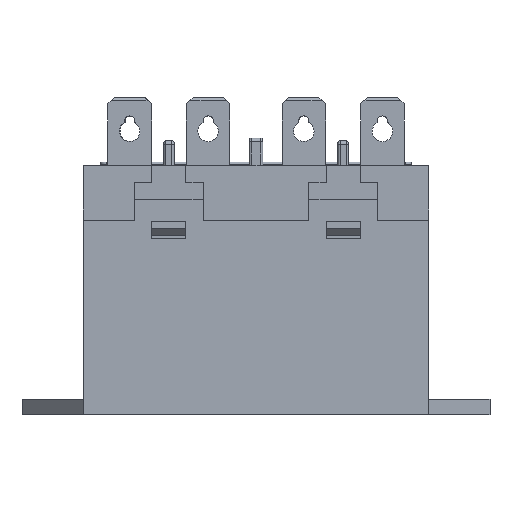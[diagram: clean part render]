
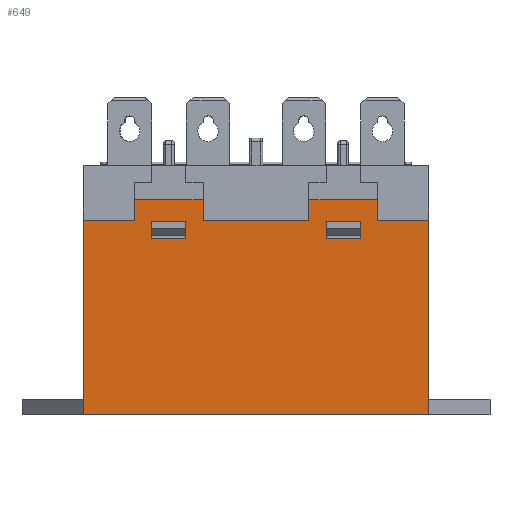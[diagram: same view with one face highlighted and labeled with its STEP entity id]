
A CAD part, front view. The second image highlights one B-rep face of the part: STEP entity #649.
In plain terms, the highlighted free-form (B-spline) face has degree [1, 1] with [2, 2] control points.
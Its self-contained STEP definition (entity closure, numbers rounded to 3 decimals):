
#181 = VERTEX_POINT('',#182);
#182 = CARTESIAN_POINT('',(15.311,-14.88,
    24.584));
#187 = EDGE_CURVE('',#181,#188,#190,.T.);
#188 = VERTEX_POINT('',#189);
#189 = CARTESIAN_POINT('',(21.781,-14.88,
    24.584));
#190 = B_SPLINE_CURVE_WITH_KNOTS('',1,(#191,#192),.UNSPECIFIED.,.F.,.F.,
  (2,2),(43.,50.5),.PIECEWISE_BEZIER_KNOTS.);
#191 = CARTESIAN_POINT('',(15.311,-14.88,
    24.584));
#192 = CARTESIAN_POINT('',(21.781,-14.88,
    24.584));
#632 = VERTEX_POINT('',#633);
#633 = CARTESIAN_POINT('',(21.781,-14.88,
    1.984));
#638 = EDGE_CURVE('',#632,#188,#639,.T.);
#639 = B_SPLINE_CURVE_WITH_KNOTS('',1,(#640,#641),.UNSPECIFIED.,.F.,.F.,
  (2,2),(2.3,28.5),.PIECEWISE_BEZIER_KNOTS.);
#640 = CARTESIAN_POINT('',(21.781,-14.88,
    1.984));
#641 = CARTESIAN_POINT('',(21.781,-14.88,
    24.584));
#649 = ADVANCED_FACE('',(#650,#736,#766),#796,.T.);
#650 = FACE_BOUND('',#651,.T.);
#651 = EDGE_LOOP('',(#652,#661,#666,#667,#668,#675,#682,#689,#696,#703,
    #710,#717,#724,#731));
#652 = ORIENTED_EDGE('',*,*,#653,.T.);
#653 = EDGE_CURVE('',#654,#656,#658,.T.);
#654 = VERTEX_POINT('',#655);
#655 = CARTESIAN_POINT('',(-21.781,-14.88,0.));
#656 = VERTEX_POINT('',#657);
#657 = CARTESIAN_POINT('',(21.781,-14.88,0.));
#658 = B_SPLINE_CURVE_WITH_KNOTS('',1,(#659,#660),.UNSPECIFIED.,.F.,.F.,
  (2,2),(0.,50.5),.PIECEWISE_BEZIER_KNOTS.);
#659 = CARTESIAN_POINT('',(-21.781,-14.88,0.));
#660 = CARTESIAN_POINT('',(21.781,-14.88,0.));
#661 = ORIENTED_EDGE('',*,*,#662,.T.);
#662 = EDGE_CURVE('',#656,#632,#663,.T.);
#663 = B_SPLINE_CURVE_WITH_KNOTS('',1,(#664,#665),.UNSPECIFIED.,.F.,.F.,
  (2,2),(0.,2.3),.PIECEWISE_BEZIER_KNOTS.);
#664 = CARTESIAN_POINT('',(21.781,-14.88,0.));
#665 = CARTESIAN_POINT('',(21.781,-14.88,
    1.984));
#666 = ORIENTED_EDGE('',*,*,#638,.T.);
#667 = ORIENTED_EDGE('',*,*,#187,.F.);
#668 = ORIENTED_EDGE('',*,*,#669,.T.);
#669 = EDGE_CURVE('',#181,#670,#672,.T.);
#670 = VERTEX_POINT('',#671);
#671 = CARTESIAN_POINT('',(15.311,-14.88,
    27.172));
#672 = B_SPLINE_CURVE_WITH_KNOTS('',1,(#673,#674),.UNSPECIFIED.,.F.,.F.,
  (2,2),(0.,3.),.PIECEWISE_BEZIER_KNOTS.);
#673 = CARTESIAN_POINT('',(15.311,-14.88,
    24.584));
#674 = CARTESIAN_POINT('',(15.311,-14.88,
    27.172));
#675 = ORIENTED_EDGE('',*,*,#676,.F.);
#676 = EDGE_CURVE('',#677,#670,#679,.T.);
#677 = VERTEX_POINT('',#678);
#678 = CARTESIAN_POINT('',(6.685,-14.88,
    27.172));
#679 = B_SPLINE_CURVE_WITH_KNOTS('',1,(#680,#681),.UNSPECIFIED.,.F.,.F.,
  (2,2),(0.,10.),.PIECEWISE_BEZIER_KNOTS.);
#680 = CARTESIAN_POINT('',(6.685,-14.88,
    27.172));
#681 = CARTESIAN_POINT('',(15.311,-14.88,
    27.172));
#682 = ORIENTED_EDGE('',*,*,#683,.F.);
#683 = EDGE_CURVE('',#684,#677,#686,.T.);
#684 = VERTEX_POINT('',#685);
#685 = CARTESIAN_POINT('',(6.685,-14.88,
    24.584));
#686 = B_SPLINE_CURVE_WITH_KNOTS('',1,(#687,#688),.UNSPECIFIED.,.F.,.F.,
  (2,2),(0.,3.),.PIECEWISE_BEZIER_KNOTS.);
#687 = CARTESIAN_POINT('',(6.685,-14.88,
    24.584));
#688 = CARTESIAN_POINT('',(6.685,-14.88,
    27.172));
#689 = ORIENTED_EDGE('',*,*,#690,.F.);
#690 = EDGE_CURVE('',#691,#684,#693,.T.);
#691 = VERTEX_POINT('',#692);
#692 = CARTESIAN_POINT('',(-6.685,-14.88,
    24.584));
#693 = B_SPLINE_CURVE_WITH_KNOTS('',1,(#694,#695),.UNSPECIFIED.,.F.,.F.,
  (2,2),(17.5,33.),.PIECEWISE_BEZIER_KNOTS.);
#694 = CARTESIAN_POINT('',(-6.685,-14.88,
    24.584));
#695 = CARTESIAN_POINT('',(6.685,-14.88,
    24.584));
#696 = ORIENTED_EDGE('',*,*,#697,.T.);
#697 = EDGE_CURVE('',#691,#698,#700,.T.);
#698 = VERTEX_POINT('',#699);
#699 = CARTESIAN_POINT('',(-6.685,-14.88,
    27.172));
#700 = B_SPLINE_CURVE_WITH_KNOTS('',1,(#701,#702),.UNSPECIFIED.,.F.,.F.,
  (2,2),(0.,3.),.PIECEWISE_BEZIER_KNOTS.);
#701 = CARTESIAN_POINT('',(-6.685,-14.88,
    24.584));
#702 = CARTESIAN_POINT('',(-6.685,-14.88,
    27.172));
#703 = ORIENTED_EDGE('',*,*,#704,.F.);
#704 = EDGE_CURVE('',#705,#698,#707,.T.);
#705 = VERTEX_POINT('',#706);
#706 = CARTESIAN_POINT('',(-15.311,-14.88,
    27.172));
#707 = B_SPLINE_CURVE_WITH_KNOTS('',1,(#708,#709),.UNSPECIFIED.,.F.,.F.,
  (2,2),(0.,10.),.PIECEWISE_BEZIER_KNOTS.);
#708 = CARTESIAN_POINT('',(-15.311,-14.88,
    27.172));
#709 = CARTESIAN_POINT('',(-6.685,-14.88,
    27.172));
#710 = ORIENTED_EDGE('',*,*,#711,.F.);
#711 = EDGE_CURVE('',#712,#705,#714,.T.);
#712 = VERTEX_POINT('',#713);
#713 = CARTESIAN_POINT('',(-15.311,-14.88,
    24.584));
#714 = B_SPLINE_CURVE_WITH_KNOTS('',1,(#715,#716),.UNSPECIFIED.,.F.,.F.,
  (2,2),(0.,3.),.PIECEWISE_BEZIER_KNOTS.);
#715 = CARTESIAN_POINT('',(-15.311,-14.88,
    24.584));
#716 = CARTESIAN_POINT('',(-15.311,-14.88,
    27.172));
#717 = ORIENTED_EDGE('',*,*,#718,.F.);
#718 = EDGE_CURVE('',#719,#712,#721,.T.);
#719 = VERTEX_POINT('',#720);
#720 = CARTESIAN_POINT('',(-21.781,-14.88,
    24.584));
#721 = B_SPLINE_CURVE_WITH_KNOTS('',1,(#722,#723),.UNSPECIFIED.,.F.,.F.,
  (2,2),(0.,7.5),.PIECEWISE_BEZIER_KNOTS.);
#722 = CARTESIAN_POINT('',(-21.781,-14.88,
    24.584));
#723 = CARTESIAN_POINT('',(-15.311,-14.88,
    24.584));
#724 = ORIENTED_EDGE('',*,*,#725,.F.);
#725 = EDGE_CURVE('',#726,#719,#728,.T.);
#726 = VERTEX_POINT('',#727);
#727 = CARTESIAN_POINT('',(-21.781,-14.88,
    1.984));
#728 = B_SPLINE_CURVE_WITH_KNOTS('',1,(#729,#730),.UNSPECIFIED.,.F.,.F.,
  (2,2),(2.3,28.5),.PIECEWISE_BEZIER_KNOTS.);
#729 = CARTESIAN_POINT('',(-21.781,-14.88,
    1.984));
#730 = CARTESIAN_POINT('',(-21.781,-14.88,
    24.584));
#731 = ORIENTED_EDGE('',*,*,#732,.F.);
#732 = EDGE_CURVE('',#654,#726,#733,.T.);
#733 = B_SPLINE_CURVE_WITH_KNOTS('',1,(#734,#735),.UNSPECIFIED.,.F.,.F.,
  (2,2),(0.,2.3),.PIECEWISE_BEZIER_KNOTS.);
#734 = CARTESIAN_POINT('',(-21.781,-14.88,0.));
#735 = CARTESIAN_POINT('',(-21.781,-14.88,
    1.984));
#736 = FACE_BOUND('',#737,.T.);
#737 = EDGE_LOOP('',(#738,#747,#754,#761));
#738 = ORIENTED_EDGE('',*,*,#739,.F.);
#739 = EDGE_CURVE('',#740,#742,#744,.T.);
#740 = VERTEX_POINT('',#741);
#741 = CARTESIAN_POINT('',(-13.155,-14.88,
    24.368));
#742 = VERTEX_POINT('',#743);
#743 = CARTESIAN_POINT('',(-13.155,-14.88,
    22.212));
#744 = B_SPLINE_CURVE_WITH_KNOTS('',1,(#745,#746),.UNSPECIFIED.,.F.,.F.,
  (2,2),(0.,2.5),.PIECEWISE_BEZIER_KNOTS.);
#745 = CARTESIAN_POINT('',(-13.155,-14.88,
    24.368));
#746 = CARTESIAN_POINT('',(-13.155,-14.88,
    22.212));
#747 = ORIENTED_EDGE('',*,*,#748,.F.);
#748 = EDGE_CURVE('',#749,#740,#751,.T.);
#749 = VERTEX_POINT('',#750);
#750 = CARTESIAN_POINT('',(-8.842,-14.88,
    24.368));
#751 = B_SPLINE_CURVE_WITH_KNOTS('',1,(#752,#753),.UNSPECIFIED.,.F.,.F.,
  (2,2),(0.,5.),.PIECEWISE_BEZIER_KNOTS.);
#752 = CARTESIAN_POINT('',(-8.842,-14.88,
    24.368));
#753 = CARTESIAN_POINT('',(-13.155,-14.88,
    24.368));
#754 = ORIENTED_EDGE('',*,*,#755,.F.);
#755 = EDGE_CURVE('',#756,#749,#758,.T.);
#756 = VERTEX_POINT('',#757);
#757 = CARTESIAN_POINT('',(-8.842,-14.88,
    22.212));
#758 = B_SPLINE_CURVE_WITH_KNOTS('',1,(#759,#760),.UNSPECIFIED.,.F.,.F.,
  (2,2),(0.,2.5),.PIECEWISE_BEZIER_KNOTS.);
#759 = CARTESIAN_POINT('',(-8.842,-14.88,
    22.212));
#760 = CARTESIAN_POINT('',(-8.842,-14.88,
    24.368));
#761 = ORIENTED_EDGE('',*,*,#762,.F.);
#762 = EDGE_CURVE('',#742,#756,#763,.T.);
#763 = B_SPLINE_CURVE_WITH_KNOTS('',1,(#764,#765),.UNSPECIFIED.,.F.,.F.,
  (2,2),(0.,5.),.PIECEWISE_BEZIER_KNOTS.);
#764 = CARTESIAN_POINT('',(-13.155,-14.88,
    22.212));
#765 = CARTESIAN_POINT('',(-8.842,-14.88,
    22.212));
#766 = FACE_BOUND('',#767,.T.);
#767 = EDGE_LOOP('',(#768,#777,#784,#791));
#768 = ORIENTED_EDGE('',*,*,#769,.F.);
#769 = EDGE_CURVE('',#770,#772,#774,.T.);
#770 = VERTEX_POINT('',#771);
#771 = CARTESIAN_POINT('',(8.842,-14.88,
    24.368));
#772 = VERTEX_POINT('',#773);
#773 = CARTESIAN_POINT('',(8.842,-14.88,
    22.212));
#774 = B_SPLINE_CURVE_WITH_KNOTS('',1,(#775,#776),.UNSPECIFIED.,.F.,.F.,
  (2,2),(0.,2.5),.PIECEWISE_BEZIER_KNOTS.);
#775 = CARTESIAN_POINT('',(8.842,-14.88,
    24.368));
#776 = CARTESIAN_POINT('',(8.842,-14.88,
    22.212));
#777 = ORIENTED_EDGE('',*,*,#778,.F.);
#778 = EDGE_CURVE('',#779,#770,#781,.T.);
#779 = VERTEX_POINT('',#780);
#780 = CARTESIAN_POINT('',(13.155,-14.88,
    24.368));
#781 = B_SPLINE_CURVE_WITH_KNOTS('',1,(#782,#783),.UNSPECIFIED.,.F.,.F.,
  (2,2),(0.,5.),.PIECEWISE_BEZIER_KNOTS.);
#782 = CARTESIAN_POINT('',(13.155,-14.88,
    24.368));
#783 = CARTESIAN_POINT('',(8.842,-14.88,
    24.368));
#784 = ORIENTED_EDGE('',*,*,#785,.F.);
#785 = EDGE_CURVE('',#786,#779,#788,.T.);
#786 = VERTEX_POINT('',#787);
#787 = CARTESIAN_POINT('',(13.155,-14.88,
    22.212));
#788 = B_SPLINE_CURVE_WITH_KNOTS('',1,(#789,#790),.UNSPECIFIED.,.F.,.F.,
  (2,2),(0.,2.5),.PIECEWISE_BEZIER_KNOTS.);
#789 = CARTESIAN_POINT('',(13.155,-14.88,
    22.212));
#790 = CARTESIAN_POINT('',(13.155,-14.88,
    24.368));
#791 = ORIENTED_EDGE('',*,*,#792,.F.);
#792 = EDGE_CURVE('',#772,#786,#793,.T.);
#793 = B_SPLINE_CURVE_WITH_KNOTS('',1,(#794,#795),.UNSPECIFIED.,.F.,.F.,
  (2,2),(0.,5.),.PIECEWISE_BEZIER_KNOTS.);
#794 = CARTESIAN_POINT('',(8.842,-14.88,
    22.212));
#795 = CARTESIAN_POINT('',(13.155,-14.88,
    22.212));
#796 = B_SPLINE_SURFACE_WITH_KNOTS('',1,1,(
    (#797,#798)
    ,(#799,#800
    )),.UNSPECIFIED.,.F.,.F.,.F.,(2,2),(2,2),(-15.785,
    15.715),(-25.25,25.25),.PIECEWISE_BEZIER_KNOTS.);
#797 = CARTESIAN_POINT('',(-21.781,-14.88,
    27.172));
#798 = CARTESIAN_POINT('',(21.781,-14.88,
    27.172));
#799 = CARTESIAN_POINT('',(-21.781,-14.88,0.));
#800 = CARTESIAN_POINT('',(21.781,-14.88,0.));
